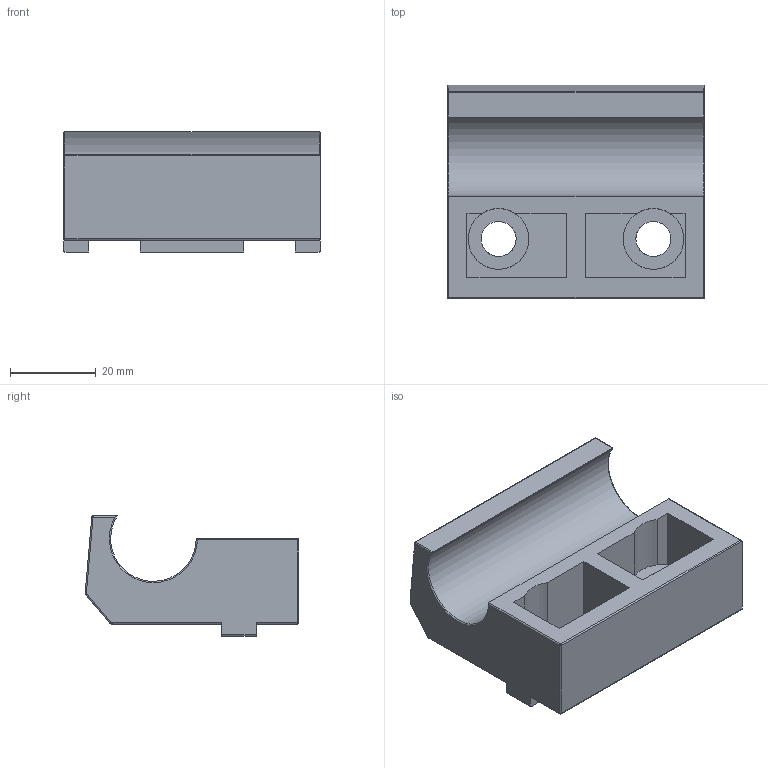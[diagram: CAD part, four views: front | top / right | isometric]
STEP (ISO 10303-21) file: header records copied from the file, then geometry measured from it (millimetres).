
FILE_DESCRIPTION(/* description */ (''),/* implementation_level */ '2;1');
FILE_NAME(/* name */ '820100.stp',/* time_stamp */ '2014-03-15T11:22:06+01:00',/* author */ ('jank'),/* organization */ ('Alutec K&K'),/* preprocessor_version */ 'ST-DEVELOPER v15.2',/* originating_system */ 'Autodesk Inventor 2014',/* authorisation */ '');
FILE_SCHEMA (('AUTOMOTIVE_DESIGN { 1 0 10303 214 3 1 1 }'));
Length unit declared in the file: millimetre
Products named in the file (1): 820100
Bounding box: 60 x 49.96 x 28.1 mm (x, y, z)
Volume: 36708.8 mm3; surface area: 15243.9 mm2
Topology: 1 solids, 1 shells, 100 faces, 261 edges, 162 vertices
Faces by surface type: plane 55, cylinder 35, torus 6, sphere 4
Full cylindrical faces by diameter (mm): 8.2 x2
Entity records: 3059 total; most frequent: CARTESIAN_POINT 566, DIRECTION 521, ORIENTED_EDGE 506, EDGE_CURVE 253, LINE 179, VECTOR 179, AXIS2_PLACEMENT_3D 171, VERTEX_POINT 160
